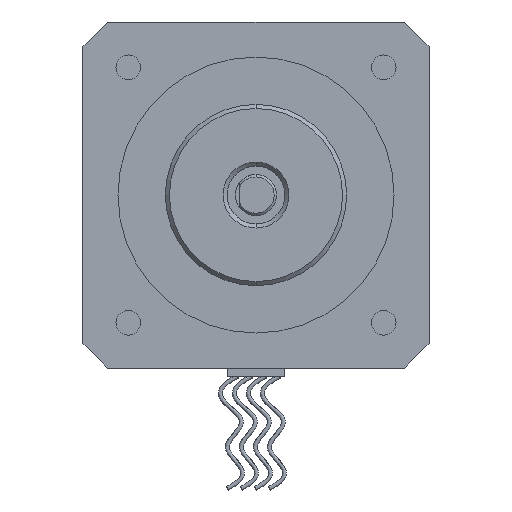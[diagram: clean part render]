
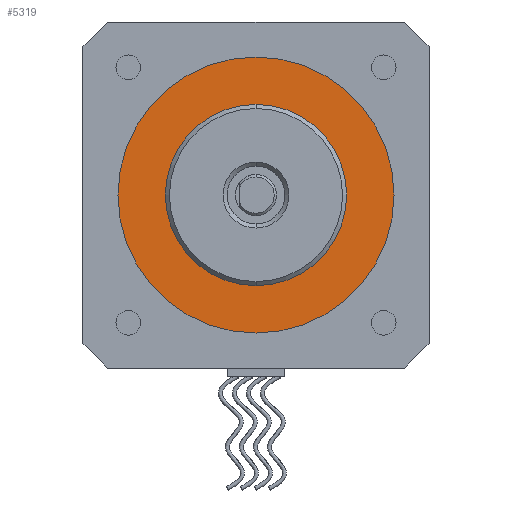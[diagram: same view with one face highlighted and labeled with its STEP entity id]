
A CAD part, left-side view. The second image highlights one B-rep face of the part: STEP entity #5319.
In plain terms, the highlighted planar face has unit normal (-1, 0, 0).
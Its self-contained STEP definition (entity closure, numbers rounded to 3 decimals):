
#23 = CARTESIAN_POINT ( 'NONE',  ( -39.9, 0., 16.75 ) ) ;
#134 = DIRECTION ( 'NONE',  ( 0., 0., 1. ) ) ;
#199 = ORIENTED_EDGE ( 'NONE', *, *, #5261, .T. ) ;
#277 = CIRCLE ( 'NONE', #6619, 16.75 ) ;
#365 = EDGE_CURVE ( 'NONE', #4367, #3195, #1620, .T. ) ;
#487 = DIRECTION ( 'NONE',  ( 0., 0., 1. ) ) ;
#610 = FACE_OUTER_BOUND ( 'NONE', #756, .T. ) ;
#756 = EDGE_LOOP ( 'NONE', ( #199, #6987 ) ) ;
#769 = PLANE ( 'NONE',  #2303 ) ;
#1082 = AXIS2_PLACEMENT_3D ( 'NONE', #3907, #6495, #5849 ) ;
#1095 = CIRCLE ( 'NONE', #5265, 3.5 ) ;
#1616 = CARTESIAN_POINT ( 'NONE',  ( -39.9, 0., 3.5 ) ) ;
#1620 = CIRCLE ( 'NONE', #1082, 3.5 ) ;
#2303 = AXIS2_PLACEMENT_3D ( 'NONE', #8322, #4409, #134 ) ;
#2559 = DIRECTION ( 'NONE',  ( -1., 0., 0. ) ) ;
#2760 = CARTESIAN_POINT ( 'NONE',  ( -39.9, 0., -3.5 ) ) ;
#3195 = VERTEX_POINT ( 'NONE', #2760 ) ;
#3554 = VERTEX_POINT ( 'NONE', #5327 ) ;
#3907 = CARTESIAN_POINT ( 'NONE',  ( -39.9, 0., 0. ) ) ;
#4319 = CARTESIAN_POINT ( 'NONE',  ( -39.9, 0., 0. ) ) ;
#4367 = VERTEX_POINT ( 'NONE', #1616 ) ;
#4409 = DIRECTION ( 'NONE',  ( -1., 0., 0. ) ) ;
#4678 = ORIENTED_EDGE ( 'NONE', *, *, #365, .T. ) ;
#5261 = EDGE_CURVE ( 'NONE', #6201, #3554, #277, .T. ) ;
#5265 = AXIS2_PLACEMENT_3D ( 'NONE', #4319, #6993, #487 ) ;
#5319 = ADVANCED_FACE ( 'NONE', ( #610, #7843 ), #769, .T. ) ;
#5327 = CARTESIAN_POINT ( 'NONE',  ( -39.9, 0., -16.75 ) ) ;
#5376 = EDGE_CURVE ( 'NONE', #3195, #4367, #1095, .T. ) ;
#5425 = ORIENTED_EDGE ( 'NONE', *, *, #5376, .T. ) ;
#5593 = CARTESIAN_POINT ( 'NONE',  ( -39.9, 0., 0. ) ) ;
#5849 = DIRECTION ( 'NONE',  ( 0., 0., 1. ) ) ;
#6201 = VERTEX_POINT ( 'NONE', #23 ) ;
#6328 = DIRECTION ( 'NONE',  ( 0., 0., 1. ) ) ;
#6495 = DIRECTION ( 'NONE',  ( 1., 0., 0. ) ) ;
#6619 = AXIS2_PLACEMENT_3D ( 'NONE', #5593, #7410, #6704 ) ;
#6704 = DIRECTION ( 'NONE',  ( 0., 0., 1. ) ) ;
#6860 = EDGE_CURVE ( 'NONE', #3554, #6201, #7102, .T. ) ;
#6987 = ORIENTED_EDGE ( 'NONE', *, *, #6860, .T. ) ;
#6993 = DIRECTION ( 'NONE',  ( 1., 0., 0. ) ) ;
#7102 = CIRCLE ( 'NONE', #7363, 16.75 ) ;
#7363 = AXIS2_PLACEMENT_3D ( 'NONE', #7615, #2559, #6328 ) ;
#7410 = DIRECTION ( 'NONE',  ( -1., 0., 0. ) ) ;
#7615 = CARTESIAN_POINT ( 'NONE',  ( -39.9, 0., 0. ) ) ;
#7843 = FACE_BOUND ( 'NONE', #8328, .T. ) ;
#8322 = CARTESIAN_POINT ( 'NONE',  ( -39.9, 0., 0. ) ) ;
#8328 = EDGE_LOOP ( 'NONE', ( #4678, #5425 ) ) ;
